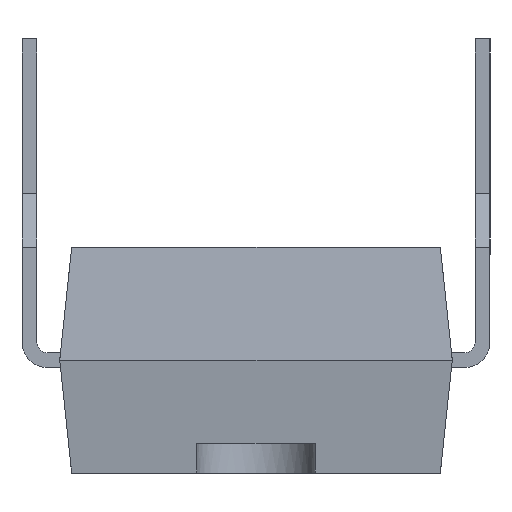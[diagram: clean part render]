
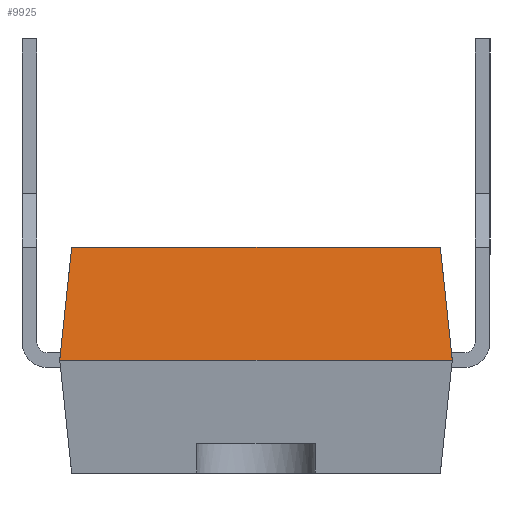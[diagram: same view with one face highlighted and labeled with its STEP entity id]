
A CAD part, left-side view. The second image highlights one B-rep face of the part: STEP entity #9925.
In plain terms, the highlighted planar face has unit normal (-0.993, 0, 0.119).
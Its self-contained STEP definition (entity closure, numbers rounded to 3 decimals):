
#220 = CARTESIAN_POINT ( 'NONE',  ( -17.6, 3.3, -2.8 ) ) ;
#684 = CARTESIAN_POINT ( 'NONE',  ( -17.37, -3.55, -0.873 ) ) ;
#734 = DIRECTION ( 'NONE',  ( 0.993, 0., -0.119 ) ) ;
#1382 = EDGE_CURVE ( 'NONE', #14086, #16991, #9631, .T. ) ;
#1789 = ORIENTED_EDGE ( 'NONE', *, *, #1382, .F. ) ;
#2277 = VECTOR ( 'NONE', #14337, 1000. ) ;
#2473 = LINE ( 'NONE', #13371, #16751 ) ;
#3121 = VECTOR ( 'NONE', #4553, 1000. ) ;
#3281 = CARTESIAN_POINT ( 'NONE',  ( -16.887, -2.671, 3.173 ) ) ;
#3302 = CARTESIAN_POINT ( 'NONE',  ( -17.6, -3.3, -2.8 ) ) ;
#3429 = ORIENTED_EDGE ( 'NONE', *, *, #11476, .F. ) ;
#3688 = DIRECTION ( 'NONE',  ( 0., 1., 0. ) ) ;
#3865 = EDGE_CURVE ( 'NONE', #6977, #10824, #17403, .T. ) ;
#4001 = DIRECTION ( 'NONE',  ( 0., -1., 0. ) ) ;
#4450 = ORIENTED_EDGE ( 'NONE', *, *, #7243, .F. ) ;
#4553 = DIRECTION ( 'NONE',  ( 0.118, -0.104, 0.988 ) ) ;
#6642 = CARTESIAN_POINT ( 'NONE',  ( -17.373, -3.1, -0.9 ) ) ;
#6701 = EDGE_LOOP ( 'NONE', ( #4450, #1789, #3429, #14150 ) ) ;
#6977 = VERTEX_POINT ( 'NONE', #220 ) ;
#7243 = EDGE_CURVE ( 'NONE', #16991, #6977, #2473, .T. ) ;
#9409 = CARTESIAN_POINT ( 'NONE',  ( -17.373, 3.1, -0.9 ) ) ;
#9631 = LINE ( 'NONE', #3281, #2277 ) ;
#9925 = ADVANCED_FACE ( 'NONE', ( #17617 ), #17308, .F. ) ;
#10140 = LINE ( 'NONE', #12306, #17494 ) ;
#10410 = DIRECTION ( 'NONE',  ( -0.119, 0., -0.993 ) ) ;
#10824 = VERTEX_POINT ( 'NONE', #9409 ) ;
#11476 = EDGE_CURVE ( 'NONE', #10824, #14086, #10140, .T. ) ;
#12306 = CARTESIAN_POINT ( 'NONE',  ( -17.373, 3.1, -0.9 ) ) ;
#13371 = CARTESIAN_POINT ( 'NONE',  ( -17.6, -3.55, -2.8 ) ) ;
#14086 = VERTEX_POINT ( 'NONE', #6642 ) ;
#14150 = ORIENTED_EDGE ( 'NONE', *, *, #3865, .F. ) ;
#14337 = DIRECTION ( 'NONE',  ( -0.118, -0.104, -0.988 ) ) ;
#15611 = CARTESIAN_POINT ( 'NONE',  ( -17.11, 2.868, 1.3 ) ) ;
#16102 = AXIS2_PLACEMENT_3D ( 'NONE', #684, #734, #10410 ) ;
#16751 = VECTOR ( 'NONE', #3688, 1000. ) ;
#16991 = VERTEX_POINT ( 'NONE', #3302 ) ;
#17308 = PLANE ( 'NONE',  #16102 ) ;
#17403 = LINE ( 'NONE', #15611, #3121 ) ;
#17494 = VECTOR ( 'NONE', #4001, 1000. ) ;
#17617 = FACE_OUTER_BOUND ( 'NONE', #6701, .T. ) ;
